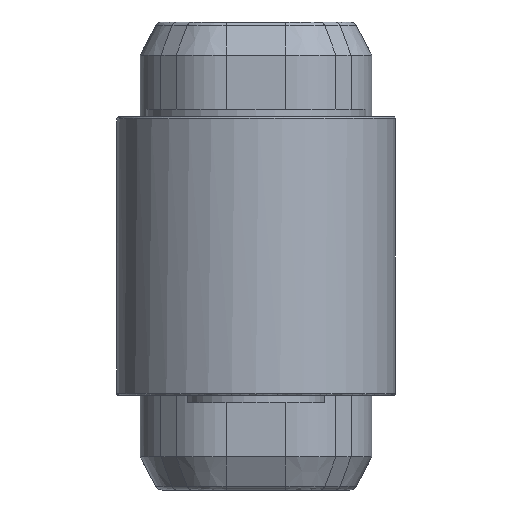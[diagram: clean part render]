
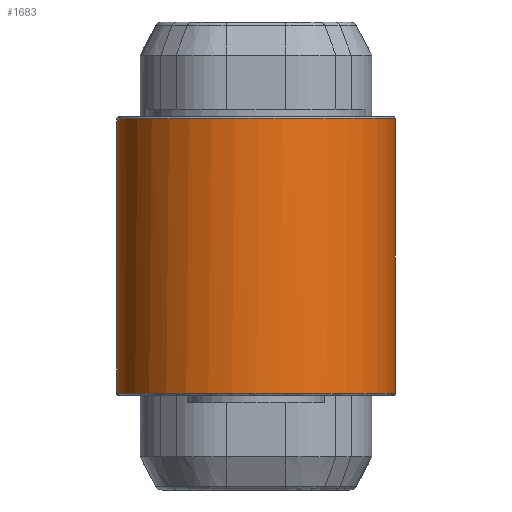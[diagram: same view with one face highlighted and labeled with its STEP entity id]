
A CAD part, front view. The second image highlights one B-rep face of the part: STEP entity #1683.
In plain terms, the highlighted cylindrical face has radius 59 mm (diameter 118 mm), a partial arc.
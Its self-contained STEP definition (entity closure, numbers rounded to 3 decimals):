
#531 = AXIS2_PLACEMENT_3D ( 'NONE', #7522, #4263, #1022 ) ;
#617 = CARTESIAN_POINT ( 'NONE',  ( -58.998, -0.527, 52.053 ) ) ;
#693 = ORIENTED_EDGE ( 'NONE', *, *, #11861, .T. ) ;
#730 = CARTESIAN_POINT ( 'NONE',  ( -59., 0., -58. ) ) ;
#1022 = DIRECTION ( 'NONE',  ( -1., 0., 0. ) ) ;
#1264 = EDGE_LOOP ( 'NONE', ( #12051, #3462, #693, #12965, #6310, #9184 ) ) ;
#1612 = VERTEX_POINT ( 'NONE', #730 ) ;
#1683 = ADVANCED_FACE ( 'NONE', ( #7374 ), #8367, .T. ) ;
#2390 = CIRCLE ( 'NONE', #4878, 59. ) ;
#2707 = AXIS2_PLACEMENT_3D ( 'NONE', #5168, #8514, #7441 ) ;
#2791 = CARTESIAN_POINT ( 'NONE',  ( -58.992, -1.007, 52.253 ) ) ;
#2798 = CARTESIAN_POINT ( 'NONE',  ( 0., 0., 58. ) ) ;
#3462 = ORIENTED_EDGE ( 'NONE', *, *, #3740, .T. ) ;
#3641 = VERTEX_POINT ( 'NONE', #9647 ) ;
#3740 = EDGE_CURVE ( 'NONE', #3641, #10566, #2390, .T. ) ;
#3804 = CARTESIAN_POINT ( 'NONE',  ( -59., 0., 59. ) ) ;
#3850 = CARTESIAN_POINT ( 'NONE',  ( -58.973, -1.798, 53.114 ) ) ;
#3992 = CARTESIAN_POINT ( 'NONE',  ( -58.966, -2., 54. ) ) ;
#4097 = CARTESIAN_POINT ( 'NONE',  ( 59., 0., -58. ) ) ;
#4263 = DIRECTION ( 'NONE',  ( 0., 0., 1. ) ) ;
#4279 = DIRECTION ( 'NONE',  ( 0., 0., -1. ) ) ;
#4436 = CARTESIAN_POINT ( 'NONE',  ( -58.966, -2., 59. ) ) ;
#4878 = AXIS2_PLACEMENT_3D ( 'NONE', #2798, #4279, #7669 ) ;
#4990 = CARTESIAN_POINT ( 'NONE',  ( -58.967, -1.987, 53.738 ) ) ;
#5125 = CARTESIAN_POINT ( 'NONE',  ( -58.987, -1.23, 52.402 ) ) ;
#5168 = CARTESIAN_POINT ( 'NONE',  ( 0., 0., 59. ) ) ;
#5291 = VECTOR ( 'NONE', #13018, 1000. ) ;
#5356 = VERTEX_POINT ( 'NONE', #4097 ) ;
#5697 = VECTOR ( 'NONE', #7495, 1000. ) ;
#5805 = B_SPLINE_CURVE_WITH_KNOTS ( 'NONE', 3,
 ( #3992, #6127, #4990, #8323, #9396, #3850, #12500, #5986, #10588, #5125, #2791, #617, #10446, #8109 ),
 .UNSPECIFIED., .F., .F.,
 ( 4, 2, 2, 2, 2, 2, 4 ),
 ( 0., 0., 0.001, 0.001, 0.002, 0.002, 0.003 ),
 .UNSPECIFIED. ) ;
#5986 = CARTESIAN_POINT ( 'NONE',  ( -58.979, -1.591, 52.781 ) ) ;
#6127 = CARTESIAN_POINT ( 'NONE',  ( -58.966, -2., 53.868 ) ) ;
#6310 = ORIENTED_EDGE ( 'NONE', *, *, #9276, .T. ) ;
#6390 = EDGE_CURVE ( 'NONE', #3641, #5356, #7695, .T. ) ;
#6488 = CARTESIAN_POINT ( 'NONE',  ( -58.966, -2., 58. ) ) ;
#6628 = CIRCLE ( 'NONE', #531, 59. ) ;
#7027 = EDGE_CURVE ( 'NONE', #8467, #11729, #5805, .T. ) ;
#7374 = FACE_OUTER_BOUND ( 'NONE', #1264, .T. ) ;
#7421 = CARTESIAN_POINT ( 'NONE',  ( -59., 0., 52. ) ) ;
#7441 = DIRECTION ( 'NONE',  ( -1., 0., 0. ) ) ;
#7495 = DIRECTION ( 'NONE',  ( 0., 0., -1. ) ) ;
#7522 = CARTESIAN_POINT ( 'NONE',  ( 0., 0., -58. ) ) ;
#7669 = DIRECTION ( 'NONE',  ( -1., 0., 0. ) ) ;
#7695 = LINE ( 'NONE', #10826, #5697 ) ;
#8109 = CARTESIAN_POINT ( 'NONE',  ( -59., 0., 52. ) ) ;
#8323 = CARTESIAN_POINT ( 'NONE',  ( -58.968, -1.936, 53.483 ) ) ;
#8367 = CYLINDRICAL_SURFACE ( 'NONE', #2707, 59. ) ;
#8467 = VERTEX_POINT ( 'NONE', #9502 ) ;
#8514 = DIRECTION ( 'NONE',  ( 0., 0., -1. ) ) ;
#8809 = EDGE_CURVE ( 'NONE', #1612, #5356, #6628, .T. ) ;
#9184 = ORIENTED_EDGE ( 'NONE', *, *, #8809, .T. ) ;
#9276 = EDGE_CURVE ( 'NONE', #11729, #1612, #12231, .T. ) ;
#9396 = CARTESIAN_POINT ( 'NONE',  ( -58.969, -1.898, 53.356 ) ) ;
#9502 = CARTESIAN_POINT ( 'NONE',  ( -58.966, -2., 54. ) ) ;
#9647 = CARTESIAN_POINT ( 'NONE',  ( 59., 0., 58. ) ) ;
#10446 = CARTESIAN_POINT ( 'NONE',  ( -59., -0.264, 52. ) ) ;
#10566 = VERTEX_POINT ( 'NONE', #6488 ) ;
#10588 = CARTESIAN_POINT ( 'NONE',  ( -58.981, -1.507, 52.679 ) ) ;
#10820 = LINE ( 'NONE', #4436, #5291 ) ;
#10826 = CARTESIAN_POINT ( 'NONE',  ( 59., 0., 59. ) ) ;
#11729 = VERTEX_POINT ( 'NONE', #7421 ) ;
#11861 = EDGE_CURVE ( 'NONE', #10566, #8467, #10820, .T. ) ;
#12051 = ORIENTED_EDGE ( 'NONE', *, *, #6390, .F. ) ;
#12231 = LINE ( 'NONE', #3804, #13047 ) ;
#12500 = CARTESIAN_POINT ( 'NONE',  ( -58.974, -1.736, 52.999 ) ) ;
#12965 = ORIENTED_EDGE ( 'NONE', *, *, #7027, .T. ) ;
#13018 = DIRECTION ( 'NONE',  ( 0., 0., -1. ) ) ;
#13047 = VECTOR ( 'NONE', #13234, 1000. ) ;
#13234 = DIRECTION ( 'NONE',  ( 0., 0., -1. ) ) ;
